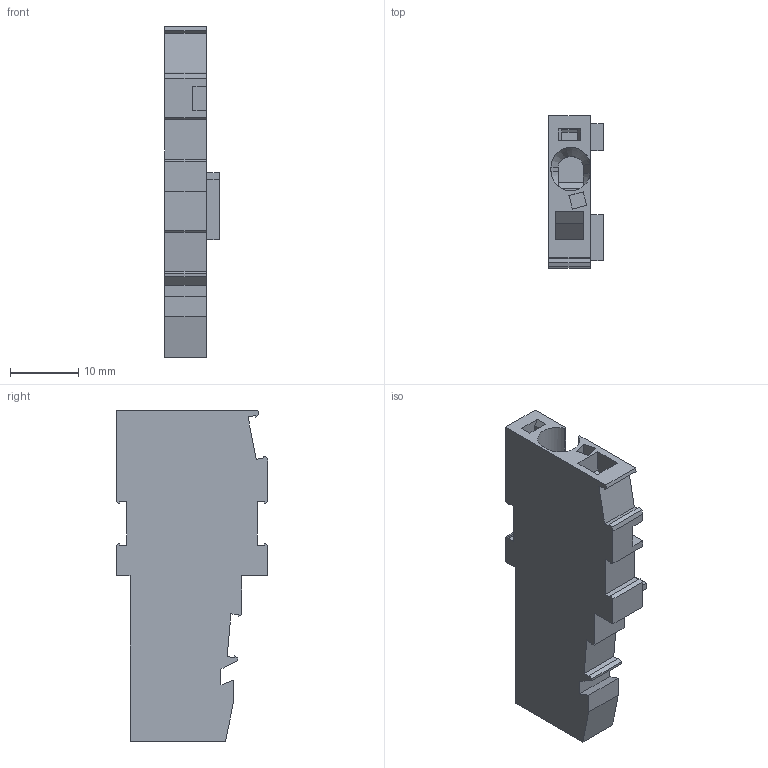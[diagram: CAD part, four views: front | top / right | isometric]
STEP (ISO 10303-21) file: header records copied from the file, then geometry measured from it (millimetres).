
FILE_DESCRIPTION(('Creo Elements/Direct Modeling STEP Export'),'2;1');
FILE_NAME('model.stp','2021-01-15T 7:53:31',(''),(''),'Creo Elements/Direct Modeling STEP processor for AP214 (Solid Model)','Creo Elements/Direct Modeling 20.1A 29-Sep-2018 (C) Parametric Technology GmbH','');
FILE_SCHEMA(('AUTOMOTIVE_DESIGN { 1 0 10303 214 1 1 1 1 }'));
Length unit declared in the file: millimetre
Products named in the file (2): SC_4_1_L_GNYE-select
Assembly tree (1 placements, depth 2):
  SC_4_1_L_GNYE-select
    SC_4_1_L_GNYE-select
Bounding box: 8.05 x 22.3 x 48.6 mm (x, y, z)
Volume: 4238.7 mm3; surface area: 3523.4 mm2
Topology: 1 solids, 1 shells, 143 faces, 403 edges, 268 vertices
Faces by surface type: plane 133, cylinder 6, cone 3, extrusion 1
Entity records: 6106 total; most frequent: CARTESIAN_POINT 1229, ORIENTED_EDGE 806, DIRECTION 690, EDGE_CURVE 403, VECTOR 374, LINE 373, VERTEX_POINT 268, AXIS2_PLACEMENT_3D 158
